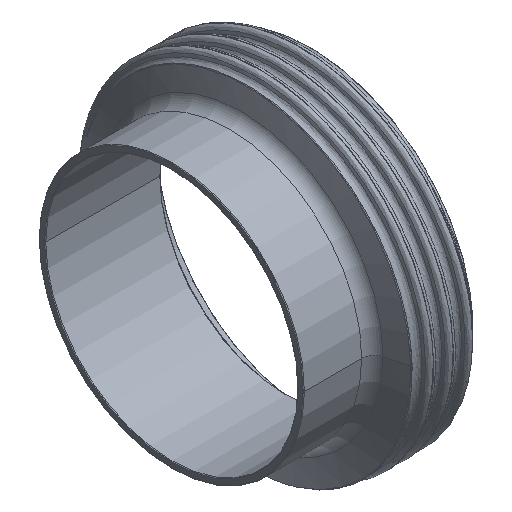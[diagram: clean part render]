
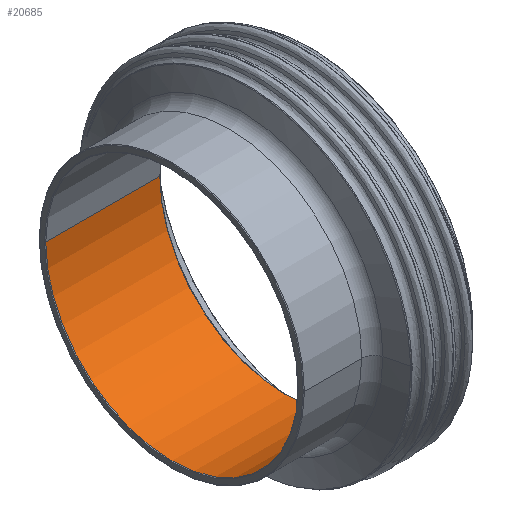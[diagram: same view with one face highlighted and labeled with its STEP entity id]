
A CAD part, isometric view. The second image highlights one B-rep face of the part: STEP entity #20685.
In plain terms, the highlighted cylindrical face has radius 40.5 mm (diameter 81 mm), a partial arc.
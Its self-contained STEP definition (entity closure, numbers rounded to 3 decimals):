
#875 = ORIENTED_EDGE ( 'NONE', *, *, #1387, .T. ) ;
#1387 = EDGE_CURVE ( 'NONE', #8792, #12393, #24291, .T. ) ;
#2426 = DIRECTION ( 'NONE',  ( 0., 1., 0. ) ) ;
#4530 = DIRECTION ( 'NONE',  ( -1., 0., 0. ) ) ;
#6271 = CYLINDRICAL_SURFACE ( 'NONE', #17255, 40.5 ) ;
#6860 = EDGE_CURVE ( 'NONE', #14356, #8792, #24656, .T. ) ;
#6874 = CARTESIAN_POINT ( 'NONE',  ( -44.8, 0., 0. ) ) ;
#6980 = VERTEX_POINT ( 'NONE', #26929 ) ;
#7929 = ORIENTED_EDGE ( 'NONE', *, *, #18672, .T. ) ;
#8330 = CARTESIAN_POINT ( 'NONE',  ( -44.8, 40.5, 0. ) ) ;
#8792 = VERTEX_POINT ( 'NONE', #26032 ) ;
#8990 = DIRECTION ( 'NONE',  ( 1., 0., 0. ) ) ;
#9872 = LINE ( 'NONE', #10564, #28406 ) ;
#10564 = CARTESIAN_POINT ( 'NONE',  ( 0., 40.5, 0. ) ) ;
#10800 = ORIENTED_EDGE ( 'NONE', *, *, #6860, .T. ) ;
#11069 = CARTESIAN_POINT ( 'NONE',  ( 0., 0., 0. ) ) ;
#11126 = DIRECTION ( 'NONE',  ( 0., -1., 0. ) ) ;
#11559 = FACE_OUTER_BOUND ( 'NONE', #17160, .T. ) ;
#12218 = CARTESIAN_POINT ( 'NONE',  ( 0., -40.5, 0. ) ) ;
#12393 = VERTEX_POINT ( 'NONE', #19371 ) ;
#13230 = DIRECTION ( 'NONE',  ( 0., 1., 0. ) ) ;
#13612 = CARTESIAN_POINT ( 'NONE',  ( -8.2, 0., 0. ) ) ;
#14356 = VERTEX_POINT ( 'NONE', #8330 ) ;
#16700 = EDGE_CURVE ( 'NONE', #14356, #6980, #9872, .T. ) ;
#17160 = EDGE_LOOP ( 'NONE', ( #10800, #875, #7929, #27832 ) ) ;
#17255 = AXIS2_PLACEMENT_3D ( 'NONE', #11069, #26583, #13230 ) ;
#17600 = DIRECTION ( 'NONE',  ( 1., 0., 0. ) ) ;
#18672 = EDGE_CURVE ( 'NONE', #12393, #6980, #21008, .T. ) ;
#18954 = AXIS2_PLACEMENT_3D ( 'NONE', #6874, #4530, #11126 ) ;
#19371 = CARTESIAN_POINT ( 'NONE',  ( -8.2, -40.5, 0. ) ) ;
#20685 = ADVANCED_FACE ( 'NONE', ( #11559 ), #6271, .F. ) ;
#21008 = CIRCLE ( 'NONE', #21913, 40.5 ) ;
#21299 = DIRECTION ( 'NONE',  ( 1., 0., 0. ) ) ;
#21913 = AXIS2_PLACEMENT_3D ( 'NONE', #13612, #8990, #2426 ) ;
#24291 = LINE ( 'NONE', #12218, #28809 ) ;
#24656 = CIRCLE ( 'NONE', #18954, 40.5 ) ;
#26032 = CARTESIAN_POINT ( 'NONE',  ( -44.8, -40.5, 0. ) ) ;
#26583 = DIRECTION ( 'NONE',  ( 1., 0., 0. ) ) ;
#26929 = CARTESIAN_POINT ( 'NONE',  ( -8.2, 40.5, 0. ) ) ;
#27832 = ORIENTED_EDGE ( 'NONE', *, *, #16700, .F. ) ;
#28406 = VECTOR ( 'NONE', #17600, 1000. ) ;
#28809 = VECTOR ( 'NONE', #21299, 1000. ) ;
